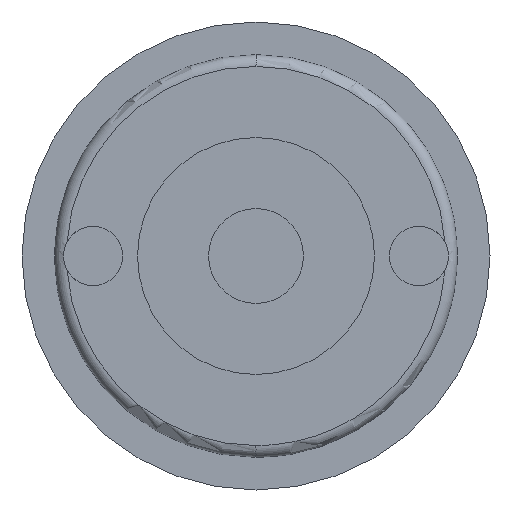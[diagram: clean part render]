
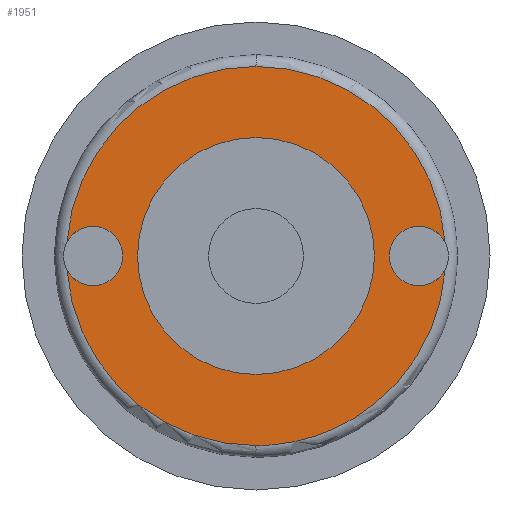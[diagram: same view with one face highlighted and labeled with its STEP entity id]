
A CAD part, front view. The second image highlights one B-rep face of the part: STEP entity #1951.
In plain terms, the highlighted planar face has unit normal (0, -1, 0).
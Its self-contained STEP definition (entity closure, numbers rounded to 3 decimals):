
#883=CARTESIAN_POINT('',(-0.001,-2.,
-31.997));
#896=CARTESIAN_POINT('',(31.914,-2.,-2.349));
#897=CARTESIAN_POINT('',(31.858,-2.,-3.114));
#898=CARTESIAN_POINT('',(31.691,-2.,-4.635));
#899=CARTESIAN_POINT('',(31.276,-2.,-6.899));
#900=CARTESIAN_POINT('',(30.699,-2.,-9.129));
#901=CARTESIAN_POINT('',(29.963,-2.,-11.316));
#902=CARTESIAN_POINT('',(29.069,-2.,-13.444));
#903=CARTESIAN_POINT('',(28.028,-2.,-15.5));
#904=CARTESIAN_POINT('',(26.839,-2.,-17.477));
#905=CARTESIAN_POINT('',(25.511,-2.,-19.364));
#906=CARTESIAN_POINT('',(24.051,-2.,-21.151));
#907=CARTESIAN_POINT('',(22.467,-2.,-22.825));
#908=CARTESIAN_POINT('',(20.768,-2.,-24.382));
#909=CARTESIAN_POINT('',(18.953,-2.,-25.816));
#910=CARTESIAN_POINT('',(17.233,-2.,-26.986));
#911=CARTESIAN_POINT('',(15.693,-2.,-27.905));
#912=CARTESIAN_POINT('',(14.285,-2.,-28.648));
#913=CARTESIAN_POINT('',(13.011,-2.,-29.246));
#914=CARTESIAN_POINT('',(11.853,-2.,-29.732));
#915=CARTESIAN_POINT('',(10.8,-2.,-30.129));
#916=CARTESIAN_POINT('',(9.841,-2.,-30.455));
#917=CARTESIAN_POINT('',(8.968,-2.,-30.722));
#918=CARTESIAN_POINT('',(8.172,-2.,-30.943));
#919=CARTESIAN_POINT('',(7.446,-2.,-31.125));
#920=CARTESIAN_POINT('',(6.783,-2.,-31.275));
#921=CARTESIAN_POINT('',(6.178,-2.,-31.4));
#922=CARTESIAN_POINT('',(5.623,-2.,-31.504));
#923=CARTESIAN_POINT('',(5.115,-2.,-31.59));
#924=CARTESIAN_POINT('',(4.648,-2.,-31.662));
#925=CARTESIAN_POINT('',(4.22,-2.,-31.721));
#926=CARTESIAN_POINT('',(3.826,-2.,-31.771));
#927=CARTESIAN_POINT('',(3.464,-2.,-31.813));
#928=CARTESIAN_POINT('',(3.131,-2.,-31.847));
#929=CARTESIAN_POINT('',(2.825,-2.,-31.876));
#930=CARTESIAN_POINT('',(2.543,-2.,-31.899));
#931=CARTESIAN_POINT('',(2.284,-2.,-31.918));
#932=CARTESIAN_POINT('',(2.045,-2.,-31.937));
#933=CARTESIAN_POINT('',(1.825,-2.,-31.951));
#934=CARTESIAN_POINT('',(1.624,-2.,-31.958));
#935=CARTESIAN_POINT('',(1.441,-2.,-31.962));
#936=CARTESIAN_POINT('',(1.273,-2.,-31.967));
#937=CARTESIAN_POINT('',(1.121,-2.,-31.979));
#938=CARTESIAN_POINT('',(0.985,-2.,-32.));
#939=CARTESIAN_POINT('',(0.862,-2.,-32.015));
#940=CARTESIAN_POINT('',(0.751,-2.,-32.018));
#941=CARTESIAN_POINT('',(0.652,-2.,-32.011));
#942=CARTESIAN_POINT('',(0.565,-2.,-31.997));
#943=CARTESIAN_POINT('',(0.487,-2.,-31.979));
#944=CARTESIAN_POINT('',(0.418,-2.,-31.961));
#945=CARTESIAN_POINT('',(0.354,-2.,-31.944));
#946=CARTESIAN_POINT('',(0.297,-2.,-31.93));
#947=CARTESIAN_POINT('',(0.244,-2.,-31.918));
#948=CARTESIAN_POINT('',(0.195,-2.,-31.909));
#949=CARTESIAN_POINT('',(0.151,-2.,-31.905));
#950=CARTESIAN_POINT('',(0.11,-2.,-31.903));
#951=CARTESIAN_POINT('',(0.073,-2.,-31.908));
#952=CARTESIAN_POINT('',(0.042,-2.,-31.922));
#953=CARTESIAN_POINT('',(0.019,-2.,-31.942));
#954=CARTESIAN_POINT('',(0.005,-2.,-31.963));
#955=CARTESIAN_POINT('',(-0.001,-2.,-31.987));
#956=CARTESIAN_POINT('',(-0.002,-2.,-32.));
#961=CARTESIAN_POINT('',(0.,-2.,0.));
#962=DIRECTION('',(0.,1.,0.));
#963=DIRECTION('',(0.,0.,-1.));
#964=AXIS2_PLACEMENT_3D('',#961,#962,#963);
#969=CARTESIAN_POINT('',(-27.5,-2.,0.));
#970=DIRECTION('',(0.,-1.,0.));
#971=DIRECTION('',(-0.883,0.,-0.47));
#972=AXIS2_PLACEMENT_3D('',#969,#970,#971);
#977=CARTESIAN_POINT('',(-27.5,-2.,0.));
#978=DIRECTION('',(0.,-1.,0.));
#979=DIRECTION('',(0.,0.,-1.));
#980=AXIS2_PLACEMENT_3D('',#977,#978,#979);
#985=CARTESIAN_POINT('',(-27.5,-2.,0.));
#986=DIRECTION('',(0.,-1.,0.));
#987=DIRECTION('',(0.,0.,1.));
#988=AXIS2_PLACEMENT_3D('',#985,#986,#987);
#993=CARTESIAN_POINT('',(0.,-2.,0.));
#994=DIRECTION('',(0.,1.,0.));
#995=DIRECTION('',(-0.997,0.,0.073));
#996=AXIS2_PLACEMENT_3D('',#993,#994,#995);
#1001=CARTESIAN_POINT('',(0.,-2.,0.));
#1002=DIRECTION('',(0.,1.,0.));
#1003=DIRECTION('',(0.,0.,1.));
#1004=AXIS2_PLACEMENT_3D('',#1001,#1002,#1003);
#1009=CARTESIAN_POINT('',(27.5,-2.,0.));
#1010=DIRECTION('',(0.,-1.,0.));
#1011=DIRECTION('',(0.883,0.,0.47));
#1012=AXIS2_PLACEMENT_3D('',#1009,#1010,#1011);
#1017=CARTESIAN_POINT('',(27.5,-2.,0.));
#1018=DIRECTION('',(0.,-1.,0.));
#1019=DIRECTION('',(0.,0.,1.));
#1020=AXIS2_PLACEMENT_3D('',#1017,#1018,#1019);
#1025=CARTESIAN_POINT('',(27.5,-2.,0.));
#1026=DIRECTION('',(0.,-1.,0.));
#1027=DIRECTION('',(0.,0.,-1.));
#1028=AXIS2_PLACEMENT_3D('',#1025,#1026,#1027);
#1033=CARTESIAN_POINT('',(0.,-2.,0.));
#1034=DIRECTION('',(0.,-1.,0.));
#1035=DIRECTION('',(0.,0.,1.));
#1036=AXIS2_PLACEMENT_3D('',#1033,#1034,#1035);
#1041=CARTESIAN_POINT('',(0.,-2.,0.));
#1042=DIRECTION('',(0.,-1.,0.));
#1043=DIRECTION('',(0.,0.,-1.));
#1044=AXIS2_PLACEMENT_3D('',#1041,#1042,#1043);
#1049=CARTESIAN_POINT('',(-31.914,-2.,
-2.349));
#1098=CARTESIAN_POINT('',(31.914,-2.,2.349));
#1295=VERTEX_POINT('',#883);
#1296=VERTEX_POINT('',#896);
#1297=VERTEX_POINT('',#1098);
#1298=CARTESIAN_POINT('',(0.,-2.,
32.));
#1299=VERTEX_POINT('',#1298);
#1300=CARTESIAN_POINT('',(-31.914,-2.,
2.349));
#1301=VERTEX_POINT('',#1300);
#1302=VERTEX_POINT('',#1049);
#1303=CARTESIAN_POINT('',(-27.5,-2.,-5.));
#1304=VERTEX_POINT('',#1303);
#1305=CARTESIAN_POINT('',(-27.5,-2.,5.));
#1306=VERTEX_POINT('',#1305);
#1307=CARTESIAN_POINT('',(27.5,-2.,5.));
#1308=VERTEX_POINT('',#1307);
#1309=CARTESIAN_POINT('',(27.5,-2.,-5.));
#1310=VERTEX_POINT('',#1309);
#1311=CARTESIAN_POINT('',(0.,-2.,20.));
#1312=CARTESIAN_POINT('',(0.,-2.,-20.));
#1313=VERTEX_POINT('',#1311);
#1314=VERTEX_POINT('',#1312);
#1922=CARTESIAN_POINT('',(20.,-2.,0.));
#1923=DIRECTION('',(0.,-1.,0.));
#1924=DIRECTION('',(0.,0.,-1.));
#1925=AXIS2_PLACEMENT_3D('',#1922,#1923,#1924);
#1926=PLANE('',#1925);
#1927=ORIENTED_EDGE('',*,*,#1894,.T.);
#1928=ORIENTED_EDGE('',*,*,#1915,.T.);
#1930=ORIENTED_EDGE('',*,*,#1929,.T.);
#1932=ORIENTED_EDGE('',*,*,#1931,.T.);
#1934=ORIENTED_EDGE('',*,*,#1933,.T.);
#1935=ORIENTED_EDGE('',*,*,#1911,.T.);
#1936=ORIENTED_EDGE('',*,*,#1898,.T.);
#1938=ORIENTED_EDGE('',*,*,#1937,.T.);
#1940=ORIENTED_EDGE('',*,*,#1939,.T.);
#1942=ORIENTED_EDGE('',*,*,#1941,.T.);
#1943=EDGE_LOOP('',(#1927,#1928,#1930,#1932,#1934,#1935,#1936,#1938,#1940,
#1942));
#1944=FACE_OUTER_BOUND('',#1943,.F.);
#1946=ORIENTED_EDGE('',*,*,#1945,.T.);
#1948=ORIENTED_EDGE('',*,*,#1947,.T.);
#1949=EDGE_LOOP('',(#1946,#1948));
#1950=FACE_BOUND('',#1949,.F.);
#957=B_SPLINE_CURVE_WITH_KNOTS('',3,(#896,#897,#898,#899,#900,#901,#902,#903,
#904,#905,#906,#907,#908,#909,#910,#911,#912,#913,#914,#915,#916,#917,#918,#919,
#920,#921,#922,#923,#924,#925,#926,#927,#928,#929,#930,#931,#932,#933,#934,#935,
#936,#937,#938,#939,#940,#941,#942,#943,#944,#945,#946,#947,#948,#949,#950,#951,
#952,#953,#954,#955,#956),.UNSPECIFIED.,.F.,.F.,(4,1,1,1,1,1,1,1,1,1,1,1,1,1,1,
1,1,1,1,1,1,1,1,1,1,1,1,1,1,1,1,1,1,1,1,1,1,1,1,1,1,1,1,1,1,1,1,1,1,1,1,1,1,1,1,
1,1,1,4),(0.,0.017,0.034,0.052,
0.069,0.086,0.103,0.121,
0.138,0.155,0.172,0.19,
0.207,0.224,0.241,0.259,
0.276,0.293,0.31,0.328,
0.345,0.362,0.379,0.397,
0.414,0.431,0.448,0.466,
0.483,0.5,0.517,0.534,0.552,
0.569,0.586,0.603,0.621,
0.638,0.655,0.672,0.69,
0.707,0.724,0.741,0.759,
0.776,0.793,0.81,0.828,
0.845,0.862,0.879,0.897,
0.914,0.931,0.948,0.966,
0.983,1.),.UNSPECIFIED.);
#965=CIRCLE('',#964,32.);
#973=CIRCLE('',#972,5.);
#981=CIRCLE('',#980,5.);
#989=CIRCLE('',#988,5.);
#997=CIRCLE('',#996,32.);
#1005=CIRCLE('',#1004,32.);
#1013=CIRCLE('',#1012,5.);
#1021=CIRCLE('',#1020,5.);
#1029=CIRCLE('',#1028,5.);
#1037=CIRCLE('',#1036,20.);
#1045=CIRCLE('',#1044,20.);
#1894=EDGE_CURVE('',#1296,#1295,#957,.T.);
#1898=EDGE_CURVE('',#1299,#1297,#1005,.T.);
#1911=EDGE_CURVE('',#1301,#1299,#997,.T.);
#1915=EDGE_CURVE('',#1295,#1302,#965,.T.);
#1929=EDGE_CURVE('',#1302,#1304,#973,.T.);
#1931=EDGE_CURVE('',#1304,#1306,#981,.T.);
#1933=EDGE_CURVE('',#1306,#1301,#989,.T.);
#1937=EDGE_CURVE('',#1297,#1308,#1013,.T.);
#1939=EDGE_CURVE('',#1308,#1310,#1021,.T.);
#1941=EDGE_CURVE('',#1310,#1296,#1029,.T.);
#1945=EDGE_CURVE('',#1313,#1314,#1037,.T.);
#1947=EDGE_CURVE('',#1314,#1313,#1045,.T.);
#1951=ADVANCED_FACE('',(#1944,#1950),#1926,.T.);
